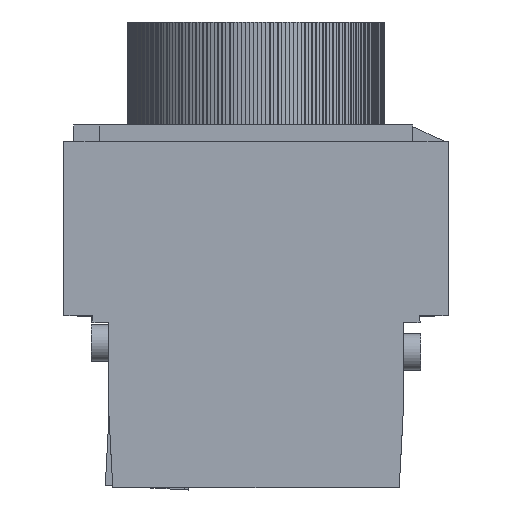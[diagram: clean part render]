
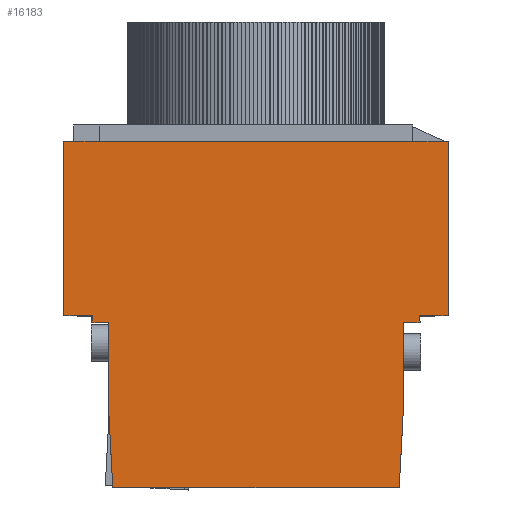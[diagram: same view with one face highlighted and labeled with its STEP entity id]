
A CAD part, left-side view. The second image highlights one B-rep face of the part: STEP entity #16183.
In plain terms, the highlighted planar face has unit normal (-1, 0, 0).
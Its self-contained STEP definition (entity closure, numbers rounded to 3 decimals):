
#599 = LINE ( 'NONE', #4642, #22130 ) ;
#723 = DIRECTION ( 'NONE',  ( 0., -1., 0. ) ) ;
#957 = AXIS2_PLACEMENT_3D ( 'NONE', #10979, #9088, #2757 ) ;
#1342 = LINE ( 'NONE', #17625, #13898 ) ;
#1347 = VERTEX_POINT ( 'NONE', #19833 ) ;
#1539 = CARTESIAN_POINT ( 'NONE',  ( -22.35, 18.3, -0.15 ) ) ;
#1900 = VECTOR ( 'NONE', #21713, 1000. ) ;
#2302 = LINE ( 'NONE', #16693, #5739 ) ;
#2757 = DIRECTION ( 'NONE',  ( 0., 0., -1. ) ) ;
#3202 = LINE ( 'NONE', #15583, #5359 ) ;
#3563 = DIRECTION ( 'NONE',  ( 0., 1., 0. ) ) ;
#3960 = CARTESIAN_POINT ( 'NONE',  ( -22.35, 23.875, 21.55 ) ) ;
#4069 = VERTEX_POINT ( 'NONE', #24623 ) ;
#4180 = EDGE_CURVE ( 'NONE', #14285, #11623, #11031, .T. ) ;
#4401 = LINE ( 'NONE', #8326, #24137 ) ;
#4642 = CARTESIAN_POINT ( 'NONE',  ( -22.35, 18.3, -21.55 ) ) ;
#4889 = EDGE_CURVE ( 'NONE', #5117, #5199, #17039, .T. ) ;
#4890 = CARTESIAN_POINT ( 'NONE',  ( -22.35, -23.875, -0.15 ) ) ;
#5117 = VERTEX_POINT ( 'NONE', #8777 ) ;
#5199 = VERTEX_POINT ( 'NONE', #21268 ) ;
#5359 = VECTOR ( 'NONE', #7118, 1000. ) ;
#5596 = DIRECTION ( 'NONE',  ( 0., 0.087, 0.996 ) ) ;
#5670 = CARTESIAN_POINT ( 'NONE',  ( -22.35, -19.5, 21.55 ) ) ;
#5739 = VECTOR ( 'NONE', #10518, 1000. ) ;
#6398 = VERTEX_POINT ( 'NONE', #5670 ) ;
#6460 = ORIENTED_EDGE ( 'NONE', *, *, #23077, .F. ) ;
#6678 = FACE_OUTER_BOUND ( 'NONE', #25889, .T. ) ;
#6792 = DIRECTION ( 'NONE',  ( 0., 1., 0. ) ) ;
#7029 = ORIENTED_EDGE ( 'NONE', *, *, #4889, .T. ) ;
#7118 = DIRECTION ( 'NONE',  ( 0., -1., 0. ) ) ;
#7701 = EDGE_CURVE ( 'NONE', #4069, #12794, #12403, .T. ) ;
#7908 = VECTOR ( 'NONE', #26388, 1000. ) ;
#8315 = EDGE_CURVE ( 'NONE', #12211, #20721, #9380, .T. ) ;
#8326 = CARTESIAN_POINT ( 'NONE',  ( -22.35, 23.875, 21.55 ) ) ;
#8505 = EDGE_CURVE ( 'NONE', #10759, #5199, #599, .T. ) ;
#8534 = ORIENTED_EDGE ( 'NONE', *, *, #21536, .F. ) ;
#8777 = CARTESIAN_POINT ( 'NONE',  ( -22.35, 18.3, -12.009 ) ) ;
#8974 = DIRECTION ( 'NONE',  ( 0., 0., -1. ) ) ;
#9088 = DIRECTION ( 'NONE',  ( 1., 0., 0. ) ) ;
#9247 = DIRECTION ( 'NONE',  ( 0., 0.052, -0.999 ) ) ;
#9302 = CARTESIAN_POINT ( 'NONE',  ( -22.35, -23.875, 21.55 ) ) ;
#9380 = LINE ( 'NONE', #17580, #11810 ) ;
#9494 = VERTEX_POINT ( 'NONE', #19903 ) ;
#10470 = DIRECTION ( 'NONE',  ( 0., -1., 0. ) ) ;
#10518 = DIRECTION ( 'NONE',  ( 0., -1., 0. ) ) ;
#10565 = VECTOR ( 'NONE', #20858, 1000. ) ;
#10759 = VERTEX_POINT ( 'NONE', #23628 ) ;
#10909 = ORIENTED_EDGE ( 'NONE', *, *, #8315, .F. ) ;
#10979 = CARTESIAN_POINT ( 'NONE',  ( -22.35, 0., 0. ) ) ;
#11031 = LINE ( 'NONE', #12658, #10565 ) ;
#11183 = ORIENTED_EDGE ( 'NONE', *, *, #21263, .F. ) ;
#11398 = CARTESIAN_POINT ( 'NONE',  ( -22.35, 17.8, -21.55 ) ) ;
#11399 = CARTESIAN_POINT ( 'NONE',  ( -22.35, -20.154, 1.763 ) ) ;
#11422 = VERTEX_POINT ( 'NONE', #16214 ) ;
#11623 = VERTEX_POINT ( 'NONE', #3960 ) ;
#11810 = VECTOR ( 'NONE', #8974, 1000. ) ;
#12137 = CARTESIAN_POINT ( 'NONE',  ( -22.35, 20.4, -1.05 ) ) ;
#12211 = VERTEX_POINT ( 'NONE', #9302 ) ;
#12403 = LINE ( 'NONE', #12137, #7908 ) ;
#12544 = ORIENTED_EDGE ( 'NONE', *, *, #23850, .T. ) ;
#12658 = CARTESIAN_POINT ( 'NONE',  ( -22.35, 23.875, 21.55 ) ) ;
#12794 = VERTEX_POINT ( 'NONE', #16021 ) ;
#12948 = ORIENTED_EDGE ( 'NONE', *, *, #8505, .F. ) ;
#13106 = DIRECTION ( 'NONE',  ( 0., 0., -1. ) ) ;
#13141 = CARTESIAN_POINT ( 'NONE',  ( -22.35, -18.878, -0.989 ) ) ;
#13462 = VECTOR ( 'NONE', #9247, 1000. ) ;
#13801 = LINE ( 'NONE', #21997, #25856 ) ;
#13898 = VECTOR ( 'NONE', #21919, 1000. ) ;
#13902 = CARTESIAN_POINT ( 'NONE',  ( -22.35, 23.875, -0.15 ) ) ;
#13909 = LINE ( 'NONE', #1539, #1900 ) ;
#14139 = ORIENTED_EDGE ( 'NONE', *, *, #4180, .F. ) ;
#14285 = VERTEX_POINT ( 'NONE', #13902 ) ;
#14399 = ORIENTED_EDGE ( 'NONE', *, *, #22610, .F. ) ;
#14718 = VECTOR ( 'NONE', #25581, 1000. ) ;
#14729 = LINE ( 'NONE', #22926, #15204 ) ;
#15204 = VECTOR ( 'NONE', #723, 1000. ) ;
#15583 = CARTESIAN_POINT ( 'NONE',  ( -22.35, 0., 21.55 ) ) ;
#15924 = EDGE_CURVE ( 'NONE', #11422, #24051, #25469, .T. ) ;
#15967 = ORIENTED_EDGE ( 'NONE', *, *, #15924, .F. ) ;
#16021 = CARTESIAN_POINT ( 'NONE',  ( -22.35, 20.321, -0.15 ) ) ;
#16089 = ORIENTED_EDGE ( 'NONE', *, *, #21534, .T. ) ;
#16183 = ADVANCED_FACE ( 'NONE', ( #6678 ), #21322, .F. ) ;
#16214 = CARTESIAN_POINT ( 'NONE',  ( -22.35, -18.3, -1.05 ) ) ;
#16693 = CARTESIAN_POINT ( 'NONE',  ( -22.35, 20.4, -1.05 ) ) ;
#16792 = VERTEX_POINT ( 'NONE', #22893 ) ;
#17039 = LINE ( 'NONE', #11398, #20614 ) ;
#17138 = CARTESIAN_POINT ( 'NONE',  ( -22.35, -18.3, -0.15 ) ) ;
#17381 = CARTESIAN_POINT ( 'NONE',  ( -22.35, -18.3, -0.15 ) ) ;
#17522 = VERTEX_POINT ( 'NONE', #23181 ) ;
#17580 = CARTESIAN_POINT ( 'NONE',  ( -22.35, -23.875, 21.55 ) ) ;
#17625 = CARTESIAN_POINT ( 'NONE',  ( -22.35, -20.4, -1.05 ) ) ;
#17880 = ORIENTED_EDGE ( 'NONE', *, *, #22392, .F. ) ;
#19394 = LINE ( 'NONE', #17381, #14718 ) ;
#19501 = ORIENTED_EDGE ( 'NONE', *, *, #23019, .F. ) ;
#19593 = DIRECTION ( 'NONE',  ( 0., -0.052, -0.999 ) ) ;
#19833 = CARTESIAN_POINT ( 'NONE',  ( -22.35, -20.4, -1.05 ) ) ;
#19903 = CARTESIAN_POINT ( 'NONE',  ( -22.35, -20.321, -0.15 ) ) ;
#19907 = CARTESIAN_POINT ( 'NONE',  ( -22.35, -18.3, -12.009 ) ) ;
#20260 = ORIENTED_EDGE ( 'NONE', *, *, #25499, .F. ) ;
#20614 = VECTOR ( 'NONE', #19593, 1000. ) ;
#20721 = VERTEX_POINT ( 'NONE', #4890 ) ;
#20858 = DIRECTION ( 'NONE',  ( 0., 0., 1. ) ) ;
#21263 = EDGE_CURVE ( 'NONE', #6398, #12211, #4401, .T. ) ;
#21268 = CARTESIAN_POINT ( 'NONE',  ( -22.35, 17.8, -21.55 ) ) ;
#21322 = PLANE ( 'NONE',  #957 ) ;
#21534 = EDGE_CURVE ( 'NONE', #1347, #9494, #24007, .T. ) ;
#21536 = EDGE_CURVE ( 'NONE', #12794, #14285, #13801, .T. ) ;
#21713 = DIRECTION ( 'NONE',  ( 0., 0., 1. ) ) ;
#21819 = ORIENTED_EDGE ( 'NONE', *, *, #24044, .F. ) ;
#21919 = DIRECTION ( 'NONE',  ( 0., 1., 0. ) ) ;
#21997 = CARTESIAN_POINT ( 'NONE',  ( -22.35, 23.875, -0.15 ) ) ;
#22130 = VECTOR ( 'NONE', #6792, 1000. ) ;
#22392 = EDGE_CURVE ( 'NONE', #20721, #9494, #19394, .T. ) ;
#22608 = LINE ( 'NONE', #13141, #13462 ) ;
#22610 = EDGE_CURVE ( 'NONE', #24051, #10759, #22608, .T. ) ;
#22826 = VECTOR ( 'NONE', #5596, 1000. ) ;
#22893 = CARTESIAN_POINT ( 'NONE',  ( -22.35, 18.3, -1.05 ) ) ;
#22926 = CARTESIAN_POINT ( 'NONE',  ( -22.35, 23.875, 21.55 ) ) ;
#23019 = EDGE_CURVE ( 'NONE', #11623, #17522, #14729, .T. ) ;
#23077 = EDGE_CURVE ( 'NONE', #5117, #16792, #13909, .T. ) ;
#23181 = CARTESIAN_POINT ( 'NONE',  ( -22.35, 19.5, 21.55 ) ) ;
#23628 = CARTESIAN_POINT ( 'NONE',  ( -22.35, -17.8, -21.55 ) ) ;
#23850 = EDGE_CURVE ( 'NONE', #4069, #16792, #2302, .T. ) ;
#24007 = LINE ( 'NONE', #11399, #22826 ) ;
#24044 = EDGE_CURVE ( 'NONE', #1347, #11422, #1342, .T. ) ;
#24051 = VERTEX_POINT ( 'NONE', #19907 ) ;
#24137 = VECTOR ( 'NONE', #10470, 1000. ) ;
#24623 = CARTESIAN_POINT ( 'NONE',  ( -22.35, 20.4, -1.05 ) ) ;
#25422 = ORIENTED_EDGE ( 'NONE', *, *, #7701, .F. ) ;
#25469 = LINE ( 'NONE', #17138, #25493 ) ;
#25493 = VECTOR ( 'NONE', #13106, 1000. ) ;
#25499 = EDGE_CURVE ( 'NONE', #17522, #6398, #3202, .T. ) ;
#25581 = DIRECTION ( 'NONE',  ( 0., 1., 0. ) ) ;
#25856 = VECTOR ( 'NONE', #3563, 1000. ) ;
#25889 = EDGE_LOOP ( 'NONE', ( #6460, #7029, #12948, #14399, #15967, #21819, #16089, #17880, #10909, #11183, #20260, #19501, #14139, #8534, #25422, #12544 ) ) ;
#26388 = DIRECTION ( 'NONE',  ( 0., -0.087, 0.996 ) ) ;
